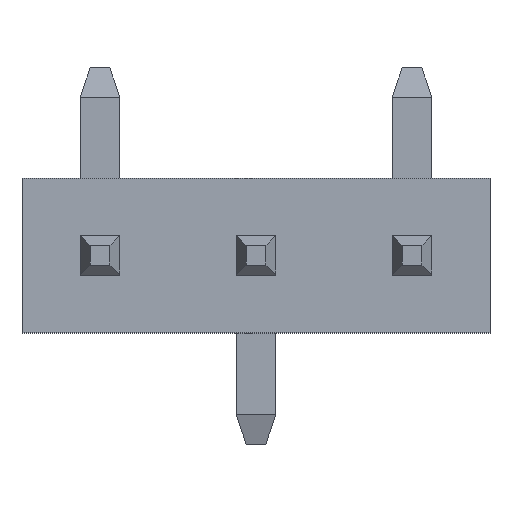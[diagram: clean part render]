
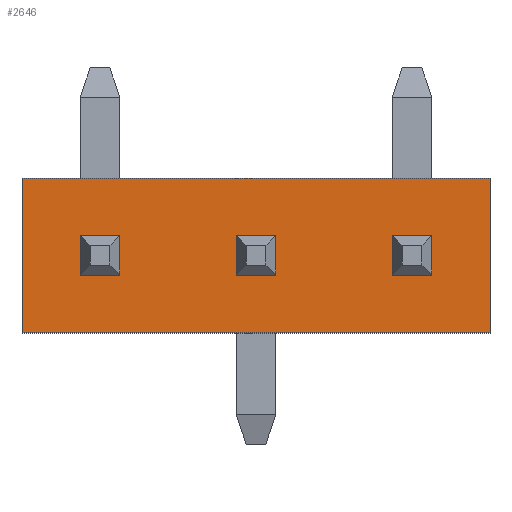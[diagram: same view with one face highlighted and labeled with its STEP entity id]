
A CAD part, top view. The second image highlights one B-rep face of the part: STEP entity #2646.
In plain terms, the highlighted planar face has unit normal (0, 0, 1).
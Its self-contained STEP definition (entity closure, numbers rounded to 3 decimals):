
#2392 = VERTEX_POINT('',#2393);
#2393 = CARTESIAN_POINT('',(2.254,1.146,2.769));
#2399 = EDGE_CURVE('',#2392,#2400,#2402,.T.);
#2400 = VERTEX_POINT('',#2401);
#2401 = CARTESIAN_POINT('',(2.254,1.654,2.769));
#2402 = LINE('',#2403,#2404);
#2403 = CARTESIAN_POINT('',(2.254,1.146,2.769));
#2404 = VECTOR('',#2405,1.);
#2405 = DIRECTION('',(0.,1.,0.));
#2432 = VERTEX_POINT('',#2433);
#2433 = CARTESIAN_POINT('',(-0.254,1.654,2.769));
#2439 = EDGE_CURVE('',#2432,#2440,#2442,.T.);
#2440 = VERTEX_POINT('',#2441);
#2441 = CARTESIAN_POINT('',(-0.254,1.146,2.769));
#2442 = LINE('',#2443,#2444);
#2443 = CARTESIAN_POINT('',(-0.254,1.654,2.769));
#2444 = VECTOR('',#2445,1.);
#2445 = DIRECTION('',(0.,-1.,0.));
#2470 = EDGE_CURVE('',#2400,#2471,#2473,.T.);
#2471 = VERTEX_POINT('',#2472);
#2472 = CARTESIAN_POINT('',(1.746,1.654,2.769));
#2473 = LINE('',#2474,#2475);
#2474 = CARTESIAN_POINT('',(2.254,1.654,2.769));
#2475 = VECTOR('',#2476,1.);
#2476 = DIRECTION('',(-1.,0.,0.));
#2550 = VERTEX_POINT('',#2551);
#2551 = CARTESIAN_POINT('',(-3.,0.409,2.769));
#2557 = EDGE_CURVE('',#2558,#2550,#2560,.T.);
#2558 = VERTEX_POINT('',#2559);
#2559 = CARTESIAN_POINT('',(-3.,2.391,2.769));
#2560 = LINE('',#2561,#2562);
#2561 = CARTESIAN_POINT('',(-3.,2.391,2.769));
#2562 = VECTOR('',#2563,1.);
#2563 = DIRECTION('',(0.,-1.,0.));
#2646 = ADVANCED_FACE('',(#2647,#2681,#2706,#2724),#2749,.T.);
#2647 = FACE_BOUND('',#2648,.T.);
#2648 = EDGE_LOOP('',(#2649,#2659,#2667,#2675));
#2649 = ORIENTED_EDGE('',*,*,#2650,.F.);
#2650 = EDGE_CURVE('',#2651,#2653,#2655,.T.);
#2651 = VERTEX_POINT('',#2652);
#2652 = CARTESIAN_POINT('',(-2.254,1.654,2.769));
#2653 = VERTEX_POINT('',#2654);
#2654 = CARTESIAN_POINT('',(-2.254,1.146,2.769));
#2655 = LINE('',#2656,#2657);
#2656 = CARTESIAN_POINT('',(-2.254,1.654,2.769));
#2657 = VECTOR('',#2658,1.);
#2658 = DIRECTION('',(0.,-1.,0.));
#2659 = ORIENTED_EDGE('',*,*,#2660,.F.);
#2660 = EDGE_CURVE('',#2661,#2651,#2663,.T.);
#2661 = VERTEX_POINT('',#2662);
#2662 = CARTESIAN_POINT('',(-1.746,1.654,2.769));
#2663 = LINE('',#2664,#2665);
#2664 = CARTESIAN_POINT('',(-1.746,1.654,2.769));
#2665 = VECTOR('',#2666,1.);
#2666 = DIRECTION('',(-1.,0.,0.));
#2667 = ORIENTED_EDGE('',*,*,#2668,.F.);
#2668 = EDGE_CURVE('',#2669,#2661,#2671,.T.);
#2669 = VERTEX_POINT('',#2670);
#2670 = CARTESIAN_POINT('',(-1.746,1.146,2.769));
#2671 = LINE('',#2672,#2673);
#2672 = CARTESIAN_POINT('',(-1.746,1.146,2.769));
#2673 = VECTOR('',#2674,1.);
#2674 = DIRECTION('',(0.,1.,0.));
#2675 = ORIENTED_EDGE('',*,*,#2676,.F.);
#2676 = EDGE_CURVE('',#2653,#2669,#2677,.T.);
#2677 = LINE('',#2678,#2679);
#2678 = CARTESIAN_POINT('',(-2.254,1.146,2.769));
#2679 = VECTOR('',#2680,1.);
#2680 = DIRECTION('',(1.,0.,0.));
#2681 = FACE_BOUND('',#2682,.T.);
#2682 = EDGE_LOOP('',(#2683,#2684,#2692,#2700));
#2683 = ORIENTED_EDGE('',*,*,#2439,.F.);
#2684 = ORIENTED_EDGE('',*,*,#2685,.F.);
#2685 = EDGE_CURVE('',#2686,#2432,#2688,.T.);
#2686 = VERTEX_POINT('',#2687);
#2687 = CARTESIAN_POINT('',(0.254,1.654,2.769));
#2688 = LINE('',#2689,#2690);
#2689 = CARTESIAN_POINT('',(0.254,1.654,2.769));
#2690 = VECTOR('',#2691,1.);
#2691 = DIRECTION('',(-1.,0.,0.));
#2692 = ORIENTED_EDGE('',*,*,#2693,.F.);
#2693 = EDGE_CURVE('',#2694,#2686,#2696,.T.);
#2694 = VERTEX_POINT('',#2695);
#2695 = CARTESIAN_POINT('',(0.254,1.146,2.769));
#2696 = LINE('',#2697,#2698);
#2697 = CARTESIAN_POINT('',(0.254,1.146,2.769));
#2698 = VECTOR('',#2699,1.);
#2699 = DIRECTION('',(0.,1.,0.));
#2700 = ORIENTED_EDGE('',*,*,#2701,.F.);
#2701 = EDGE_CURVE('',#2440,#2694,#2702,.T.);
#2702 = LINE('',#2703,#2704);
#2703 = CARTESIAN_POINT('',(-0.254,1.146,2.769));
#2704 = VECTOR('',#2705,1.);
#2705 = DIRECTION('',(1.,0.,0.));
#2706 = FACE_BOUND('',#2707,.T.);
#2707 = EDGE_LOOP('',(#2708,#2716,#2717,#2718));
#2708 = ORIENTED_EDGE('',*,*,#2709,.F.);
#2709 = EDGE_CURVE('',#2471,#2710,#2712,.T.);
#2710 = VERTEX_POINT('',#2711);
#2711 = CARTESIAN_POINT('',(1.746,1.146,2.769));
#2712 = LINE('',#2713,#2714);
#2713 = CARTESIAN_POINT('',(1.746,1.654,2.769));
#2714 = VECTOR('',#2715,1.);
#2715 = DIRECTION('',(0.,-1.,0.));
#2716 = ORIENTED_EDGE('',*,*,#2470,.F.);
#2717 = ORIENTED_EDGE('',*,*,#2399,.F.);
#2718 = ORIENTED_EDGE('',*,*,#2719,.F.);
#2719 = EDGE_CURVE('',#2710,#2392,#2720,.T.);
#2720 = LINE('',#2721,#2722);
#2721 = CARTESIAN_POINT('',(1.746,1.146,2.769));
#2722 = VECTOR('',#2723,1.);
#2723 = DIRECTION('',(1.,0.,0.));
#2724 = FACE_BOUND('',#2725,.T.);
#2725 = EDGE_LOOP('',(#2726,#2727,#2735,#2743));
#2726 = ORIENTED_EDGE('',*,*,#2557,.T.);
#2727 = ORIENTED_EDGE('',*,*,#2728,.T.);
#2728 = EDGE_CURVE('',#2550,#2729,#2731,.T.);
#2729 = VERTEX_POINT('',#2730);
#2730 = CARTESIAN_POINT('',(3.,0.409,2.769));
#2731 = LINE('',#2732,#2733);
#2732 = CARTESIAN_POINT('',(-3.,0.409,2.769));
#2733 = VECTOR('',#2734,1.);
#2734 = DIRECTION('',(1.,0.,0.));
#2735 = ORIENTED_EDGE('',*,*,#2736,.T.);
#2736 = EDGE_CURVE('',#2729,#2737,#2739,.T.);
#2737 = VERTEX_POINT('',#2738);
#2738 = CARTESIAN_POINT('',(3.,2.391,2.769));
#2739 = LINE('',#2740,#2741);
#2740 = CARTESIAN_POINT('',(3.,0.409,2.769));
#2741 = VECTOR('',#2742,1.);
#2742 = DIRECTION('',(0.,1.,0.));
#2743 = ORIENTED_EDGE('',*,*,#2744,.T.);
#2744 = EDGE_CURVE('',#2737,#2558,#2745,.T.);
#2745 = LINE('',#2746,#2747);
#2746 = CARTESIAN_POINT('',(3.,2.391,2.769));
#2747 = VECTOR('',#2748,1.);
#2748 = DIRECTION('',(-1.,0.,0.));
#2749 = PLANE('',#2750);
#2750 = AXIS2_PLACEMENT_3D('',#2751,#2752,#2753);
#2751 = CARTESIAN_POINT('',(0.,1.4,2.769));
#2752 = DIRECTION('',(0.,0.,1.));
#2753 = DIRECTION('',(0.,-1.,0.));
